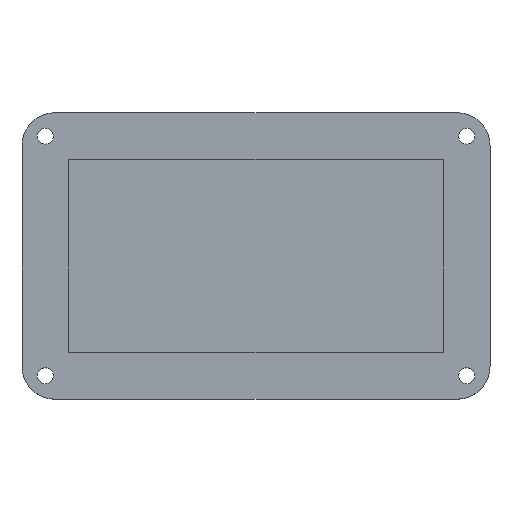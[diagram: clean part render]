
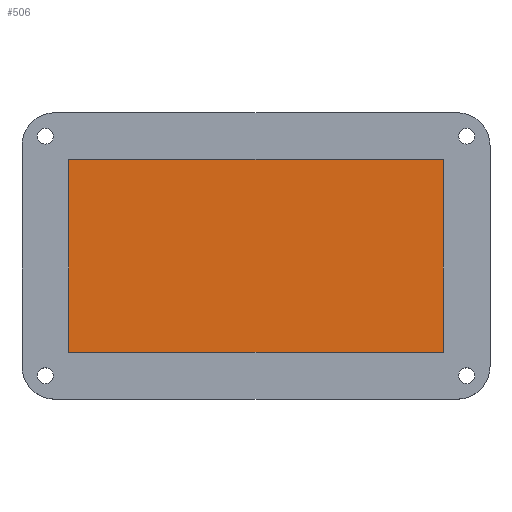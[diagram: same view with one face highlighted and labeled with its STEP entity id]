
A CAD part, top view. The second image highlights one B-rep face of the part: STEP entity #506.
In plain terms, the highlighted planar face has unit normal (0, 0, 1).
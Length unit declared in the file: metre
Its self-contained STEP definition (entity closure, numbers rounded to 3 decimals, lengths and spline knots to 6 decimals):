
#128=ORIENTED_EDGE('',*,*,#202,.F.);
#129=ORIENTED_EDGE('',*,*,#198,.T.);
#130=ORIENTED_EDGE('',*,*,#221,.T.);
#131=ORIENTED_EDGE('',*,*,#179,.F.);
#132=ORIENTED_EDGE('',*,*,#193,.T.);
#133=ORIENTED_EDGE('',*,*,#174,.T.);
#134=ORIENTED_EDGE('',*,*,#223,.T.);
#135=ORIENTED_EDGE('',*,*,#205,.F.);
#174=EDGE_CURVE('',#243,#242,#290,.T.);
#179=EDGE_CURVE('',#247,#244,#295,.T.);
#193=EDGE_CURVE('',#247,#243,#309,.T.);
#198=EDGE_CURVE('',#264,#265,#314,.T.);
#202=EDGE_CURVE('',#264,#268,#318,.T.);
#205=EDGE_CURVE('',#268,#270,#321,.T.);
#221=EDGE_CURVE('',#265,#244,#329,.T.);
#223=EDGE_CURVE('',#242,#270,#331,.T.);
#242=VERTEX_POINT('',#715);
#243=VERTEX_POINT('',#717);
#244=VERTEX_POINT('',#721);
#247=VERTEX_POINT('',#726);
#264=VERTEX_POINT('',#767);
#265=VERTEX_POINT('',#768);
#268=VERTEX_POINT('',#776);
#270=VERTEX_POINT('',#782);
#290=LINE('',#716,#342);
#295=LINE('',#727,#347);
#309=LINE('',#756,#361);
#314=LINE('',#766,#366);
#318=LINE('',#775,#370);
#321=LINE('',#781,#373);
#329=LINE('',#816,#381);
#331=LINE('',#818,#383);
#342=VECTOR('',#577,1.);
#347=VECTOR('',#584,1.);
#361=VECTOR('',#604,1.);
#366=VECTOR('',#611,1.);
#370=VECTOR('',#617,1.);
#373=VECTOR('',#622,1.);
#381=VECTOR('',#656,1.);
#383=VECTOR('',#658,1.);
#422=EDGE_LOOP('',(#128,#129,#130,#131,#132,#133,#134,#135));
#462=FACE_BOUND('',#422,.T.);
#484=PLANE('',#561);
#506=ADVANCED_FACE('',(#462),#484,.T.);
#561=AXIS2_PLACEMENT_3D('',#838,#685,#686);
#577=DIRECTION('',(0.,-1.,0.));
#584=DIRECTION('',(0.,-1.,0.));
#604=DIRECTION('',(-1.,0.,0.));
#611=DIRECTION('',(0.,1.,0.));
#617=DIRECTION('',(-1.,0.,0.));
#622=DIRECTION('',(0.,1.,0.));
#656=DIRECTION('',(-1.,0.,0.));
#658=DIRECTION('',(-1.,0.,0.));
#685=DIRECTION('',(0.,0.,1.));
#686=DIRECTION('',(1.,0.,0.));
#715=CARTESIAN_POINT('',(0.021805,0.02065,0.003));
#716=CARTESIAN_POINT('',(0.021805,0.02565,0.003));
#717=CARTESIAN_POINT('',(0.021805,0.03065,0.003));
#721=CARTESIAN_POINT('',(0.036805,0.02065,0.003));
#726=CARTESIAN_POINT('',(0.036805,0.03065,0.003));
#727=CARTESIAN_POINT('',(0.036805,0.02565,0.003));
#756=CARTESIAN_POINT('',(0.,0.03065,0.003));
#766=CARTESIAN_POINT('',(0.0401,0.,0.003));
#767=CARTESIAN_POINT('',(0.0401,-0.02065,0.003));
#768=CARTESIAN_POINT('',(0.0401,0.02065,0.003));
#775=CARTESIAN_POINT('',(0.,-0.02065,0.003));
#776=CARTESIAN_POINT('',(-0.0401,-0.02065,0.003));
#781=CARTESIAN_POINT('',(-0.0401,0.,0.003));
#782=CARTESIAN_POINT('',(-0.0401,0.02065,0.003));
#816=CARTESIAN_POINT('',(0.,0.02065,0.003));
#818=CARTESIAN_POINT('',(0.,0.02065,0.003));
#838=CARTESIAN_POINT('',(0.,0.,0.003));
